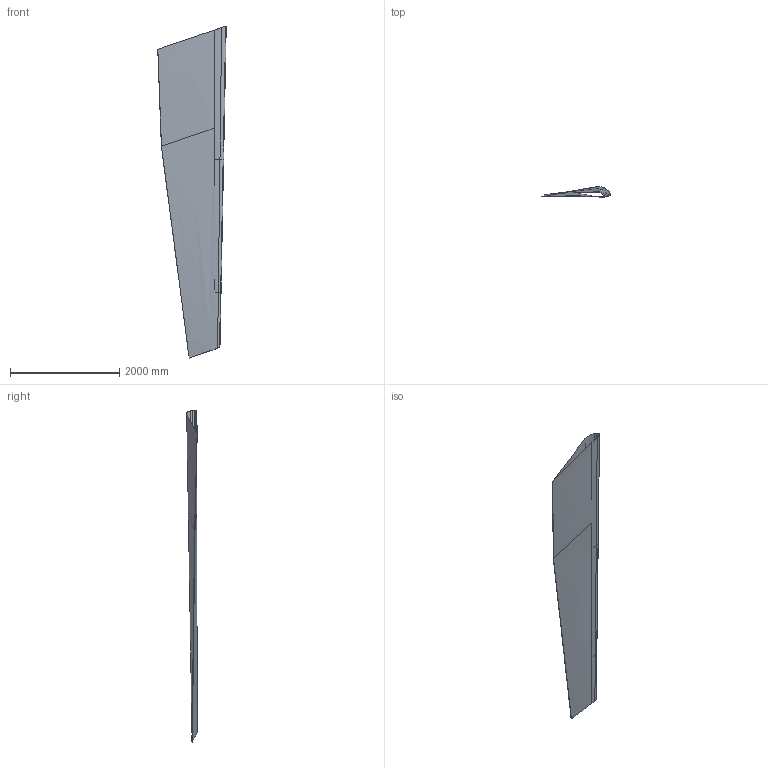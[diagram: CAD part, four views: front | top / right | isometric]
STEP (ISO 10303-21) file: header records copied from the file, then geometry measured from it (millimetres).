
FILE_DESCRIPTION(('FreeCAD Model'),'2;1');
FILE_NAME('Open CASCADE Shape Model','2025-04-26T23:24:10',('FreeCAD'),( 'FreeCAD'),'Open CASCADE STEP processor 7.6','FreeCAD','Unknown');
FILE_SCHEMA(('AUTOMOTIVE_DESIGN { 1 0 10303 214 1 1 1 1 }'));
Length unit declared in the file: millimetre
Products named in the file (1): Open CASCADE STEP translator 7.6 1
Bounding box: 1252.08 x 193.31 x 6069.16 mm (x, y, z)
Surface area: 11682079.5 mm2 (no closed solid volume)
Topology: 0 solids, 1 shells, 24 faces, 61 edges, 36 vertices
Faces by surface type: bspline 24
Entity records: 1839 total; most frequent: CARTESIAN_POINT 1471, ORIENTED_EDGE 100, EDGE_CURVE 61, B_SPLINE_CURVE_WITH_KNOTS 58, VERTEX_POINT 36, ADVANCED_FACE 24, FACE_BOUND 24, EDGE_LOOP 24
